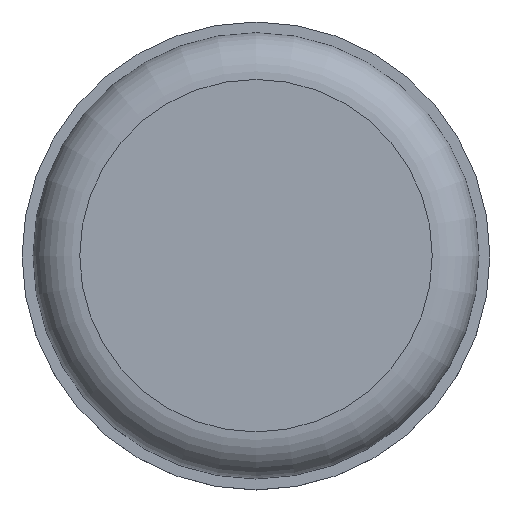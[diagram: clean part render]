
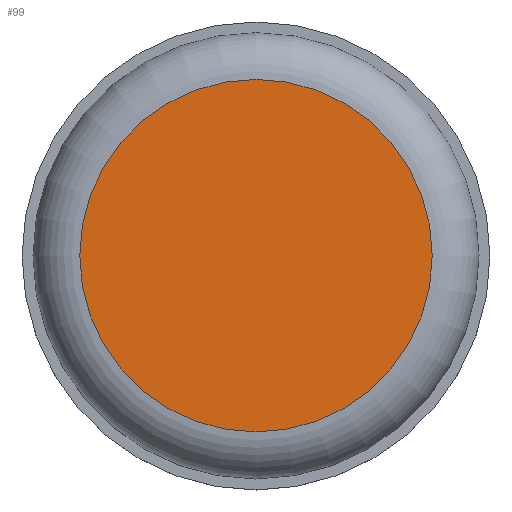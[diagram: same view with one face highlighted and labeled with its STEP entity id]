
A CAD part, top view. The second image highlights one B-rep face of the part: STEP entity #99.
In plain terms, the highlighted planar face has unit normal (0, 0, 1).
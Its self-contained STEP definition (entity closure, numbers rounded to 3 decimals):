
#17=PLANE('',#125);
#32=FACE_OUTER_BOUND('',#40,.T.);
#40=EDGE_LOOP('',(#82));
#50=CIRCLE('',#122,11.3);
#57=VERTEX_POINT('',#176);
#65=EDGE_CURVE('',#57,#57,#50,.T.);
#82=ORIENTED_EDGE('',*,*,#65,.F.);
#99=ADVANCED_FACE('',(#32),#17,.T.);
#122=AXIS2_PLACEMENT_3D('',#178,#143,#144);
#125=AXIS2_PLACEMENT_3D('',#183,#150,#151);
#143=DIRECTION('center_axis',(0.,0.,-1.));
#144=DIRECTION('ref_axis',(-1.,0.,0.));
#150=DIRECTION('center_axis',(0.,0.,1.));
#151=DIRECTION('ref_axis',(-1.,0.,0.));
#176=CARTESIAN_POINT('',(11.3,-3.124,21.65));
#178=CARTESIAN_POINT('Origin',(0.,-3.124,21.65));
#183=CARTESIAN_POINT('Origin',(0.,-3.124,21.65));
